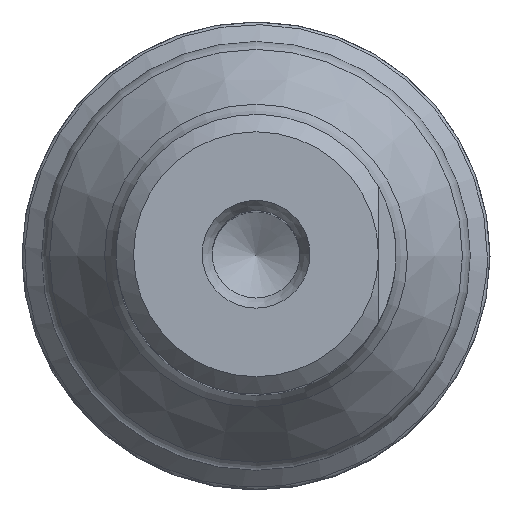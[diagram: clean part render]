
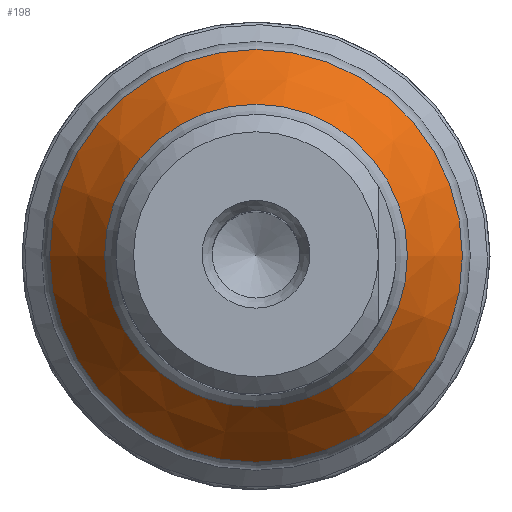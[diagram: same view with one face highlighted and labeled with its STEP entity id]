
A CAD part, top view. The second image highlights one B-rep face of the part: STEP entity #198.
In plain terms, the highlighted conical face has half-angle 35 degrees and reference radius 15.5 mm.
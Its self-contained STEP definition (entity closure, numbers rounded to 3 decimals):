
#136=CONICAL_SURFACE('',#868,15.5,35.);
#198=ADVANCED_FACE('',(#318,#319),#136,.T.);
#318=FACE_BOUND('',#387,.T.);
#319=FACE_BOUND('',#388,.T.);
#387=EDGE_LOOP('',(#462));
#388=EDGE_LOOP('',(#463));
#462=ORIENTED_EDGE('',*,*,#583,.T.);
#463=ORIENTED_EDGE('',*,*,#584,.T.);
#540=VERTEX_POINT('',#1189);
#541=VERTEX_POINT('',#1191);
#583=EDGE_CURVE('',#540,#540,#630,.T.);
#584=EDGE_CURVE('',#541,#541,#631,.T.);
#630=CIRCLE('',#866,23.596);
#631=CIRCLE('',#867,17.308);
#866=AXIS2_PLACEMENT_3D('',#1188,#1006,#1007);
#867=AXIS2_PLACEMENT_3D('',#1190,#1008,#1009);
#868=AXIS2_PLACEMENT_3D('',#1192,#1010,#1011);
#1006=DIRECTION('',(0.,0.,1.));
#1007=DIRECTION('',(1.,0.,0.));
#1008=DIRECTION('',(0.,0.,-1.));
#1009=DIRECTION('',(-1.,0.,0.));
#1010=DIRECTION('',(0.,0.,-1.));
#1011=DIRECTION('',(-1.,0.,0.));
#1188=CARTESIAN_POINT('',(0.,0.,-26.562));
#1189=CARTESIAN_POINT('',(23.596,0.,-26.562));
#1190=CARTESIAN_POINT('',(0.,0.,-17.583));
#1191=CARTESIAN_POINT('',(-17.308,0.,-17.583));
#1192=CARTESIAN_POINT('',(0.,0.,-15.));
